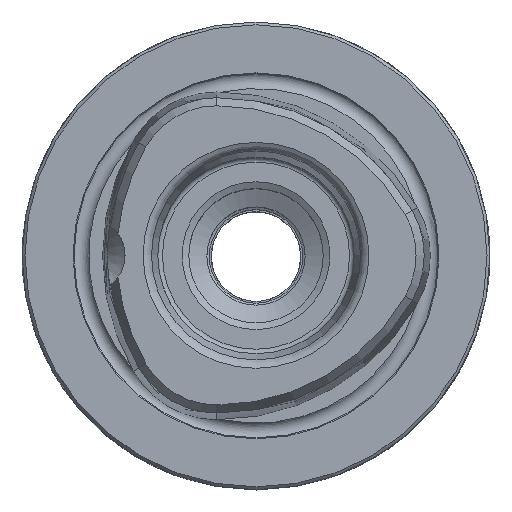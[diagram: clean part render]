
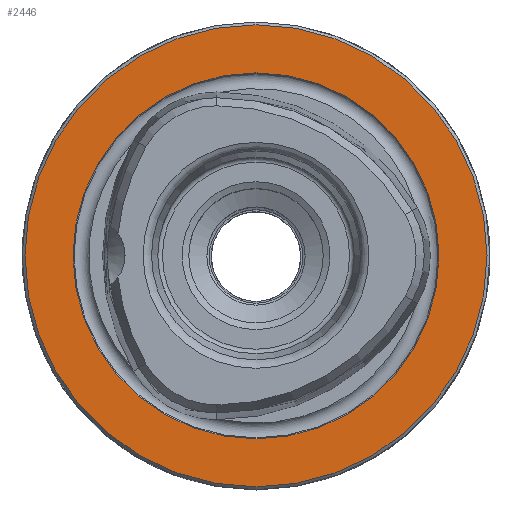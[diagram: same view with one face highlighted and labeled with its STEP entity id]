
A CAD part, top view. The second image highlights one B-rep face of the part: STEP entity #2446.
In plain terms, the highlighted planar face has unit normal (0, 0, 1).
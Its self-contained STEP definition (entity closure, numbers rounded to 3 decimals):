
#191=PLANE('',#2635);
#408=ORIENTED_EDGE('',*,*,#700,.T.);
#409=ORIENTED_EDGE('',*,*,#757,.F.);
#700=EDGE_CURVE('',#898,#898,#1045,.T.);
#757=EDGE_CURVE('',#940,#940,#1052,.T.);
#898=VERTEX_POINT('',#3423);
#940=VERTEX_POINT('',#3634);
#1045=CIRCLE('',#2595,24.7);
#1052=CIRCLE('',#2636,19.564);
#1201=EDGE_LOOP('',(#408));
#1202=EDGE_LOOP('',(#409));
#1394=FACE_BOUND('',#1201,.T.);
#1395=FACE_BOUND('',#1202,.T.);
#2446=ADVANCED_FACE('',(#1394,#1395),#191,.T.);
#2595=AXIS2_PLACEMENT_3D('',#3422,#2922,#2923);
#2635=AXIS2_PLACEMENT_3D('',#3632,#3026,#3027);
#2636=AXIS2_PLACEMENT_3D('',#3633,#3028,#3029);
#2922=DIRECTION('',(0.,0.,1.));
#2923=DIRECTION('',(1.,0.,0.));
#3026=DIRECTION('',(0.,0.,1.));
#3027=DIRECTION('',(1.,0.,0.));
#3028=DIRECTION('',(0.,0.,1.));
#3029=DIRECTION('',(1.,0.,0.));
#3422=CARTESIAN_POINT('',(0.,0.,0.));
#3423=CARTESIAN_POINT('',(24.7,0.,0.));
#3632=CARTESIAN_POINT('',(19.4,0.,0.));
#3633=CARTESIAN_POINT('',(0.,0.,0.));
#3634=CARTESIAN_POINT('',(19.564,0.,0.));
